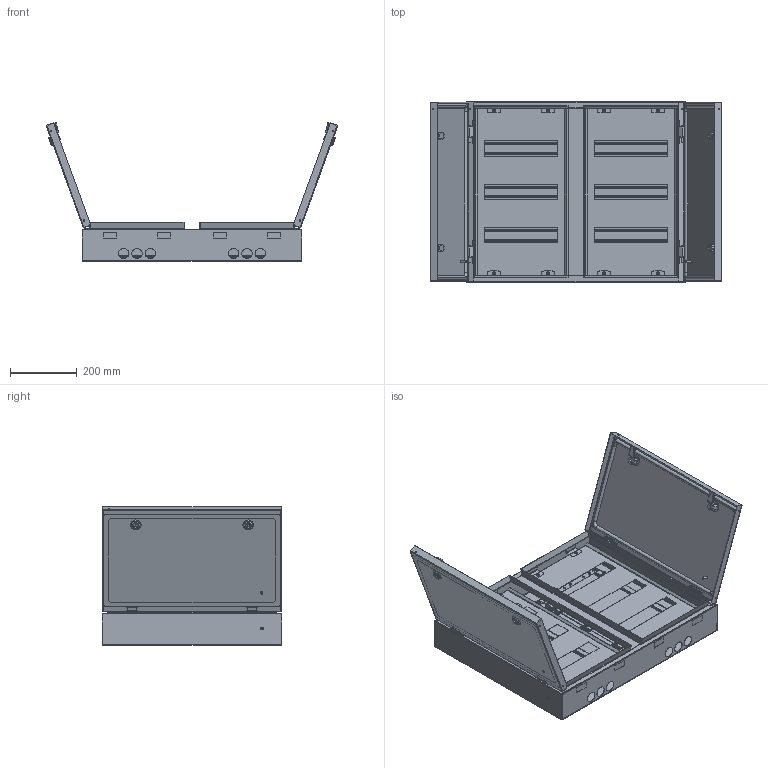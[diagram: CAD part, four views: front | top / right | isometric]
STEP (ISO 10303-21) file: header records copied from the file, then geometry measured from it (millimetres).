
FILE_DESCRIPTION (( 'STEP AP203' ), '1' );
FILE_NAME ('MKM11-N-72-54-Z TITAN 3 Êîðïóñ ìåòàëëè÷åñêèé ÙÐí-72 (540õ660õ120) IP54 IEK.STEP', '2023-12-18T12:03:16', ( '' ), ( '' ), 'SwSTEP 2.0', 'SolidWorks 2022', '' );
FILE_SCHEMA (( 'CONFIG_CONTROL_DESIGN' ));
Length unit declared in the file: millimetre
Products named in the file (25): Замок MS 705-III; IEK 702.001_702.001-03; Sealing Profile^КИВА 025.02.00СБ_025.02.00-02; КИВА 025.01.02; КИВА 025.06.00СБ_025.06.00-02 (ЩРн-36, ЩРн-72); 705.021 Полупетля; IEK 701.002_-01; КИВА 025.02.01_025.02.01-06 (ЩРн-72 без логотипа); КИВА 025.02.00СБ_025.02.00-05 (ЩРн-72 с логотипом); 705.024 Колпачок_Деформация под ось; КИВА 325.01.00СБ_025.01.00-05 (ЩРн-72); КИВА 025.00.01_025.00.01-02; КИВА 025.06.01_025.06.01-02; КИВА 325.01.01_025.01.01-05 (ЩРн-72); КИВА 025.02.01_025.02.01-05 (ЩРн-72 с логотипом); MKM11-N-72-54-Z TITAN 3 Корпус металлический ЩРн-72 (540х660х120) IP54 IEK; IEK 705022 Стойка петли_1,5 мм; IEK 705.023 Ось_4; Шпилька резьбовая М(DxL) PT DIN EN ISO 13918_6х16; Гайка фланцевая DIN 6923_М6; КИВА 025.06.02_025.06.02; Заклёпка вытяж. полукруглая__4.8x2; Винт резьбовыдавливающий М4x8_-00; КИВА 025.02.00СБ_025.02.00-06 (ЩРн-72 без логотипа); Шпилька резьбовая М(DxL) PT DIN EN ISO 13918_6х20
Assembly tree (94 placements, depth 3):
  MKM11-N-72-54-Z TITAN 3 Корпус металлический ЩРн-72 (540х660х120) IP54 IEK
    КИВА 325.01.00СБ_025.01.00-05 (ЩРн-72)
      КИВА 325.01.01_025.01.01-05 (ЩРн-72)
      КИВА 025.01.02
      IEK 701.002_-01  x8
      IEK 705022 Стойка петли_1,5 мм  x4
      Заклёпка вытяж. полукруглая__4.8x2  x8
      Шпилька резьбовая М(DxL) PT DIN EN ISO 13918_6х20  x10
    КИВА 025.02.00СБ_025.02.00-06 (ЩРн-72 без логотипа)
      КИВА 025.02.01_025.02.01-06 (ЩРн-72 без логотипа)
      Sealing Profile^КИВА 025.02.00СБ_025.02.00-02
      705.021 Полупетля  x2
      Замок MS 705-III  x2
      Шпилька резьбовая М(DxL) PT DIN EN ISO 13918_6х16
    КИВА 025.02.00СБ_025.02.00-05 (ЩРн-72 с логотипом)
      КИВА 025.02.01_025.02.01-05 (ЩРн-72 с логотипом)
      Sealing Profile^КИВА 025.02.00СБ_025.02.00-02
      705.021 Полупетля  x2
      Замок MS 705-III  x2
      Шпилька резьбовая М(DxL) PT DIN EN ISO 13918_6х16
    КИВА 025.06.00СБ_025.06.00-02 (ЩРн-36, ЩРн-72)  x2
      КИВА 025.06.01_025.06.01-02
      КИВА 025.06.02_025.06.02
      IEK 702.001_702.001-03
      Винт резьбовыдавливающий М4x8_-00
    КИВА 025.00.01_025.00.01-02  x2
    Винт резьбовыдавливающий М4x8_-00  x8
    Гайка фланцевая DIN 6923_М6  x8
    IEK 705.023 Ось_4  x4
    705.024 Колпачок_Деформация под ось  x4
Bounding box: 873.65 x 540 x 415.45 mm (x, y, z)
Volume: 1795257.6 mm3; surface area: 3255282.8 mm2
Topology: 110 solids, 110 shells, 2766 faces, 6492 edges, 4106 vertices
Faces by surface type: plane 1670, cylinder 782, torus 104, bspline 92, cone 82, sphere 36
Full cylindrical faces by diameter (mm): 1 x12, 2.16 x8, 3 x8, 3.4 x28, 4 x52, 4.2 x12, 4.3 x4, 4.8 x16, 5.2 x8, 5.5 x8, 6 x16, 6.2 x32, 6.5 x4, 7.2 x8, 7.5 x12, 8 x8, 8.2 x8, 10 x28, 14.2 x8, 16 x4, 31 x6
Entity records: 26950 total; most frequent: CARTESIAN_POINT 5466, DIRECTION 3555, ORIENTED_EDGE 3244, EDGE_CURVE 1622, AXIS2_PLACEMENT_3D 1248, LINE 1059, VECTOR 1059, VERTEX_POINT 1033
